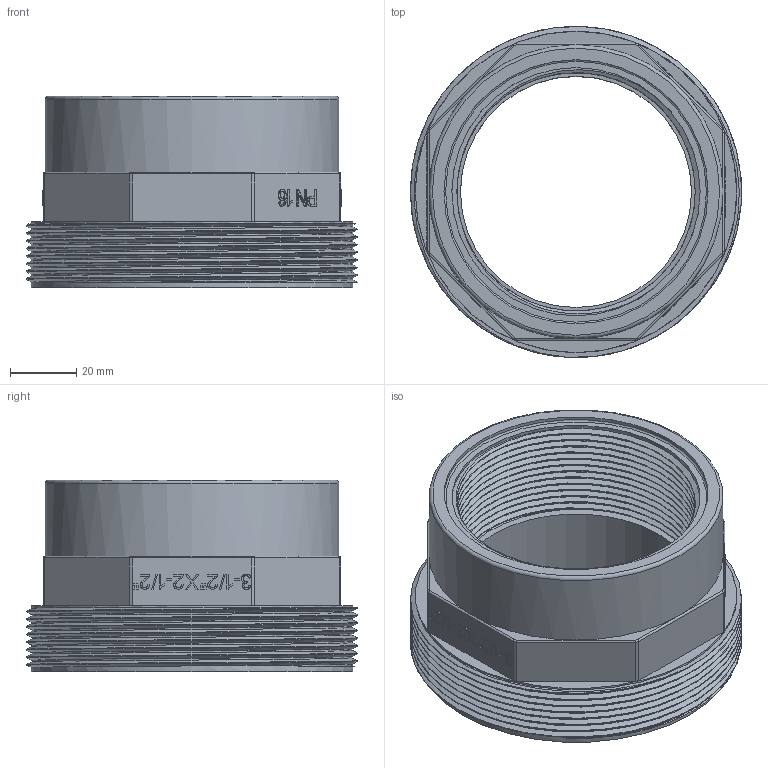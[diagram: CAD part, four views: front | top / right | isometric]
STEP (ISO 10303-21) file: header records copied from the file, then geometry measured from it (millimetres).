
FILE_DESCRIPTION(/* description */ (''),/* implementation_level */ '2;1');
FILE_NAME(/* name */ 'AF0600.SIG.075.step',/* time_stamp */ '2026-01-07T09:11:02+01:00',/* author */ (''),/* organization */ (''),/* preprocessor_version */ 'ST-DEVELOPER v20.1',/* originating_system */ 'Autodesk Translation Framework v14.21.0.0',/* authorisation */ '');
FILE_SCHEMA (('AUTOMOTIVE_DESIGN { 1 0 10303 214 3 1 1 }'));
Length unit declared in the file: millimetre
Products named in the file (1): 2026-01-07-08-01-15-785
Bounding box: 100.33 x 100.3 x 58 mm (x, y, z)
Volume: 152812 mm3; surface area: 49359.5 mm2
Topology: 1 solids, 1 shells, 501 faces, 1354 edges, 894 vertices
Faces by surface type: plane 216, bspline 201, cylinder 74, torus 10
Full cylindrical faces by diameter (mm): 2.486 x1, 3.315 x1, 70 x1, 72.226 x12, 75.184 x13, 80 x2, 89 x1, 90 x1, 97.372 x8, 100.33 x7
Entity records: 27312 total; most frequent: CARTESIAN_POINT 16204, ORIENTED_EDGE 2708, DIRECTION 1522, EDGE_CURVE 1354, VERTEX_POINT 894, LINE 770, VECTOR 770, EDGE_LOOP 542
